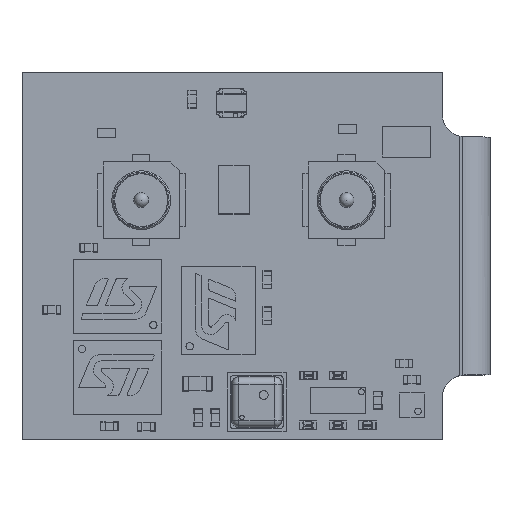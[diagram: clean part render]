
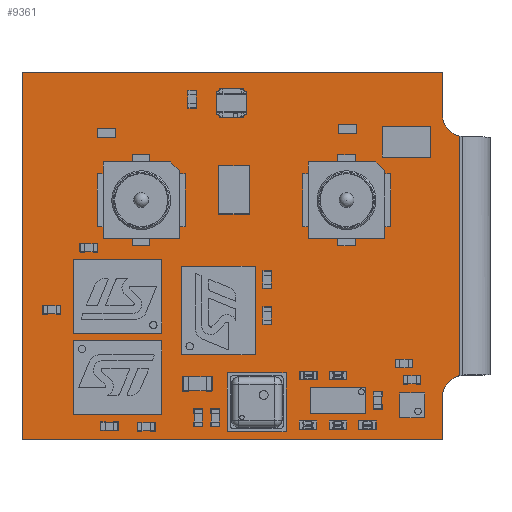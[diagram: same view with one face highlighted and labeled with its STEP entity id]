
A CAD part, top view. The second image highlights one B-rep face of the part: STEP entity #9361.
In plain terms, the highlighted planar face has unit normal (0, 0, 1).
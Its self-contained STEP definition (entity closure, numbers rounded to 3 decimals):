
#9361 = ADVANCED_FACE('',(#9362),#9540,.F.);
#9362 = FACE_BOUND('',#9363,.F.);
#9363 = EDGE_LOOP('',(#9364,#9374,#9382,#9390,#9398,#9406,#9414,#9422,
    #9430,#9438,#9446,#9454,#9462,#9470,#9478,#9486,#9494,#9502,#9510,
    #9518,#9526,#9534));
#9364 = ORIENTED_EDGE('',*,*,#9365,.T.);
#9365 = EDGE_CURVE('',#9366,#9368,#9370,.T.);
#9366 = VERTEX_POINT('',#9367);
#9367 = CARTESIAN_POINT('',(63.627,49.457,
    2.429));
#9368 = VERTEX_POINT('',#9369);
#9369 = CARTESIAN_POINT('',(77.927,49.457,
    2.429));
#9370 = LINE('',#9371,#9372);
#9371 = CARTESIAN_POINT('',(63.627,49.457,
    2.429));
#9372 = VECTOR('',#9373,1.);
#9373 = DIRECTION('',(1.,0.,0.));
#9374 = ORIENTED_EDGE('',*,*,#9375,.T.);
#9375 = EDGE_CURVE('',#9368,#9376,#9378,.T.);
#9376 = VERTEX_POINT('',#9377);
#9377 = CARTESIAN_POINT('',(77.927,48.059,
    2.429));
#9378 = LINE('',#9379,#9380);
#9379 = CARTESIAN_POINT('',(77.927,49.457,
    2.429));
#9380 = VECTOR('',#9381,1.);
#9381 = DIRECTION('',(0.,-1.,0.));
#9382 = ORIENTED_EDGE('',*,*,#9383,.T.);
#9383 = EDGE_CURVE('',#9376,#9384,#9386,.T.);
#9384 = VERTEX_POINT('',#9385);
#9385 = CARTESIAN_POINT('',(77.931,47.98,
    2.429));
#9386 = LINE('',#9387,#9388);
#9387 = CARTESIAN_POINT('',(77.927,48.059,
    2.429));
#9388 = VECTOR('',#9389,1.);
#9389 = DIRECTION('',(0.051,-0.999,
    0.));
#9390 = ORIENTED_EDGE('',*,*,#9391,.T.);
#9391 = EDGE_CURVE('',#9384,#9392,#9394,.T.);
#9392 = VERTEX_POINT('',#9393);
#9393 = CARTESIAN_POINT('',(77.962,47.826,
    2.429));
#9394 = LINE('',#9395,#9396);
#9395 = CARTESIAN_POINT('',(77.931,47.98,
    2.429));
#9396 = VECTOR('',#9397,1.);
#9397 = DIRECTION('',(0.197,-0.98,0.)
  );
#9398 = ORIENTED_EDGE('',*,*,#9399,.T.);
#9399 = EDGE_CURVE('',#9392,#9400,#9402,.T.);
#9400 = VERTEX_POINT('',#9401);
#9401 = CARTESIAN_POINT('',(78.022,47.681,
    2.429));
#9402 = LINE('',#9403,#9404);
#9403 = CARTESIAN_POINT('',(77.962,47.826,
    2.429));
#9404 = VECTOR('',#9405,1.);
#9405 = DIRECTION('',(0.382,-0.924,0.
    ));
#9406 = ORIENTED_EDGE('',*,*,#9407,.T.);
#9407 = EDGE_CURVE('',#9400,#9408,#9410,.T.);
#9408 = VERTEX_POINT('',#9409);
#9409 = CARTESIAN_POINT('',(78.109,47.55,
    2.429));
#9410 = LINE('',#9411,#9412);
#9411 = CARTESIAN_POINT('',(78.022,47.681,
    2.429));
#9412 = VECTOR('',#9413,1.);
#9413 = DIRECTION('',(0.553,-0.833,0.)
  );
#9414 = ORIENTED_EDGE('',*,*,#9415,.T.);
#9415 = EDGE_CURVE('',#9408,#9416,#9418,.T.);
#9416 = VERTEX_POINT('',#9417);
#9417 = CARTESIAN_POINT('',(78.22,47.439,
    2.429));
#9418 = LINE('',#9419,#9420);
#9419 = CARTESIAN_POINT('',(78.109,47.55,
    2.429));
#9420 = VECTOR('',#9421,1.);
#9421 = DIRECTION('',(0.707,-0.707,0.
    ));
#9422 = ORIENTED_EDGE('',*,*,#9423,.T.);
#9423 = EDGE_CURVE('',#9416,#9424,#9426,.T.);
#9424 = VERTEX_POINT('',#9425);
#9425 = CARTESIAN_POINT('',(78.351,47.352,
    2.429));
#9426 = LINE('',#9427,#9428);
#9427 = CARTESIAN_POINT('',(78.22,47.439,
    2.429));
#9428 = VECTOR('',#9429,1.);
#9429 = DIRECTION('',(0.833,-0.553,0.
    ));
#9430 = ORIENTED_EDGE('',*,*,#9431,.T.);
#9431 = EDGE_CURVE('',#9424,#9432,#9434,.T.);
#9432 = VERTEX_POINT('',#9433);
#9433 = CARTESIAN_POINT('',(78.496,47.292,
    2.429));
#9434 = LINE('',#9435,#9436);
#9435 = CARTESIAN_POINT('',(78.351,47.352,
    2.429));
#9436 = VECTOR('',#9437,1.);
#9437 = DIRECTION('',(0.924,-0.382,0.
    ));
#9438 = ORIENTED_EDGE('',*,*,#9439,.T.);
#9439 = EDGE_CURVE('',#9432,#9440,#9442,.T.);
#9440 = VERTEX_POINT('',#9441);
#9441 = CARTESIAN_POINT('',(78.527,47.285,2.429
    ));
#9442 = LINE('',#9443,#9444);
#9443 = CARTESIAN_POINT('',(78.496,47.292,
    2.429));
#9444 = VECTOR('',#9445,1.);
#9445 = DIRECTION('',(0.975,-0.22,0.
    ));
#9446 = ORIENTED_EDGE('',*,*,#9447,.T.);
#9447 = EDGE_CURVE('',#9440,#9448,#9450,.T.);
#9448 = VERTEX_POINT('',#9449);
#9449 = CARTESIAN_POINT('',(78.527,39.129,
    2.429));
#9450 = LINE('',#9451,#9452);
#9451 = CARTESIAN_POINT('',(78.527,47.285,2.429
    ));
#9452 = VECTOR('',#9453,1.);
#9453 = DIRECTION('',(0.,-1.,0.));
#9454 = ORIENTED_EDGE('',*,*,#9455,.T.);
#9455 = EDGE_CURVE('',#9448,#9456,#9458,.T.);
#9456 = VERTEX_POINT('',#9457);
#9457 = CARTESIAN_POINT('',(78.495,39.123,
    2.429));
#9458 = LINE('',#9459,#9460);
#9459 = CARTESIAN_POINT('',(78.527,39.129,
    2.429));
#9460 = VECTOR('',#9461,1.);
#9461 = DIRECTION('',(-0.983,-0.184,
    0.));
#9462 = ORIENTED_EDGE('',*,*,#9463,.T.);
#9463 = EDGE_CURVE('',#9456,#9464,#9466,.T.);
#9464 = VERTEX_POINT('',#9465);
#9465 = CARTESIAN_POINT('',(78.35,39.062,
    2.429));
#9466 = LINE('',#9467,#9468);
#9467 = CARTESIAN_POINT('',(78.495,39.123,
    2.429));
#9468 = VECTOR('',#9469,1.);
#9469 = DIRECTION('',(-0.922,-0.388,
    0.));
#9470 = ORIENTED_EDGE('',*,*,#9471,.T.);
#9471 = EDGE_CURVE('',#9464,#9472,#9474,.T.);
#9472 = VERTEX_POINT('',#9473);
#9473 = CARTESIAN_POINT('',(78.22,38.975,2.429
    ));
#9474 = LINE('',#9475,#9476);
#9475 = CARTESIAN_POINT('',(78.35,39.062,
    2.429));
#9476 = VECTOR('',#9477,1.);
#9477 = DIRECTION('',(-0.831,-0.556,0.)
  );
#9478 = ORIENTED_EDGE('',*,*,#9479,.T.);
#9479 = EDGE_CURVE('',#9472,#9480,#9482,.T.);
#9480 = VERTEX_POINT('',#9481);
#9481 = CARTESIAN_POINT('',(78.109,38.864,
    2.429));
#9482 = LINE('',#9483,#9484);
#9483 = CARTESIAN_POINT('',(78.22,38.975,2.429
    ));
#9484 = VECTOR('',#9485,1.);
#9485 = DIRECTION('',(-0.707,-0.707,
    0.));
#9486 = ORIENTED_EDGE('',*,*,#9487,.T.);
#9487 = EDGE_CURVE('',#9480,#9488,#9490,.T.);
#9488 = VERTEX_POINT('',#9489);
#9489 = CARTESIAN_POINT('',(78.021,38.734,
    2.429));
#9490 = LINE('',#9491,#9492);
#9491 = CARTESIAN_POINT('',(78.109,38.864,
    2.429));
#9492 = VECTOR('',#9493,1.);
#9493 = DIRECTION('',(-0.561,-0.828,
    0.));
#9494 = ORIENTED_EDGE('',*,*,#9495,.T.);
#9495 = EDGE_CURVE('',#9488,#9496,#9498,.T.);
#9496 = VERTEX_POINT('',#9497);
#9497 = CARTESIAN_POINT('',(77.961,38.589,
    2.429));
#9498 = LINE('',#9499,#9500);
#9499 = CARTESIAN_POINT('',(78.021,38.734,
    2.429));
#9500 = VECTOR('',#9501,1.);
#9501 = DIRECTION('',(-0.382,-0.924,
    0.));
#9502 = ORIENTED_EDGE('',*,*,#9503,.T.);
#9503 = EDGE_CURVE('',#9496,#9504,#9506,.T.);
#9504 = VERTEX_POINT('',#9505);
#9505 = CARTESIAN_POINT('',(77.931,38.435,
    2.429));
#9506 = LINE('',#9507,#9508);
#9507 = CARTESIAN_POINT('',(77.961,38.589,
    2.429));
#9508 = VECTOR('',#9509,1.);
#9509 = DIRECTION('',(-0.191,-0.982,
    0.));
#9510 = ORIENTED_EDGE('',*,*,#9511,.T.);
#9511 = EDGE_CURVE('',#9504,#9512,#9514,.T.);
#9512 = VERTEX_POINT('',#9513);
#9513 = CARTESIAN_POINT('',(77.927,38.356,
    2.429));
#9514 = LINE('',#9515,#9516);
#9515 = CARTESIAN_POINT('',(77.931,38.435,
    2.429));
#9516 = VECTOR('',#9517,1.);
#9517 = DIRECTION('',(-0.051,-0.999,
    0.));
#9518 = ORIENTED_EDGE('',*,*,#9519,.T.);
#9519 = EDGE_CURVE('',#9512,#9520,#9522,.T.);
#9520 = VERTEX_POINT('',#9521);
#9521 = CARTESIAN_POINT('',(77.927,36.957,2.429)
  );
#9522 = LINE('',#9523,#9524);
#9523 = CARTESIAN_POINT('',(77.927,38.356,
    2.429));
#9524 = VECTOR('',#9525,1.);
#9525 = DIRECTION('',(0.,-1.,0.));
#9526 = ORIENTED_EDGE('',*,*,#9527,.T.);
#9527 = EDGE_CURVE('',#9520,#9528,#9530,.T.);
#9528 = VERTEX_POINT('',#9529);
#9529 = CARTESIAN_POINT('',(63.627,36.957,2.429)
  );
#9530 = LINE('',#9531,#9532);
#9531 = CARTESIAN_POINT('',(77.927,36.957,2.429)
  );
#9532 = VECTOR('',#9533,1.);
#9533 = DIRECTION('',(-1.,0.,0.));
#9534 = ORIENTED_EDGE('',*,*,#9535,.T.);
#9535 = EDGE_CURVE('',#9528,#9366,#9536,.T.);
#9536 = LINE('',#9537,#9538);
#9537 = CARTESIAN_POINT('',(63.627,36.957,2.429)
  );
#9538 = VECTOR('',#9539,1.);
#9539 = DIRECTION('',(0.,1.,0.));
#9540 = PLANE('',#9541);
#9541 = AXIS2_PLACEMENT_3D('',#9542,#9543,#9544);
#9542 = CARTESIAN_POINT('',(63.627,49.457,
    2.429));
#9543 = DIRECTION('',(0.,0.,-1.));
#9544 = DIRECTION('',(-1.,0.,0.));
